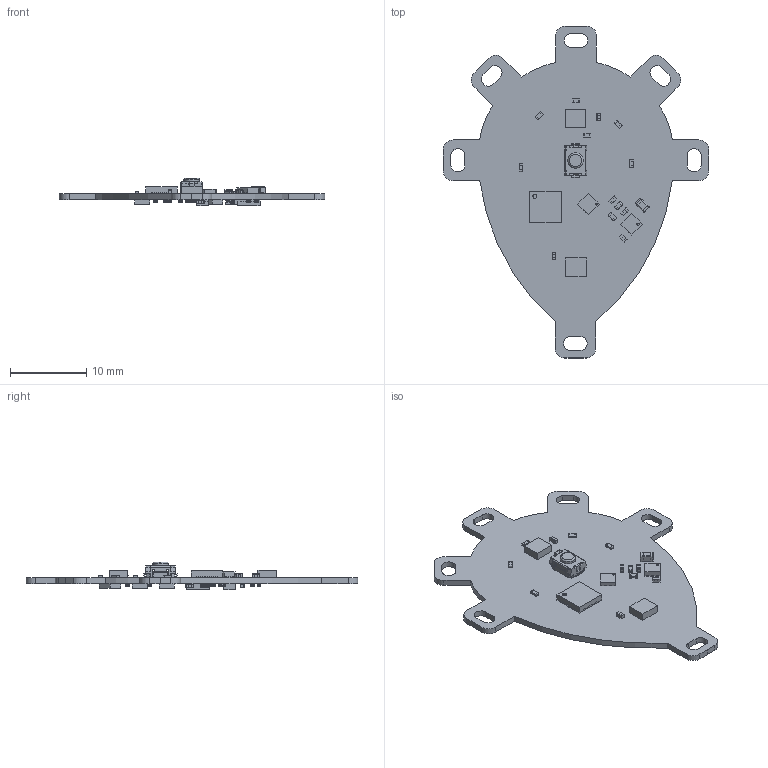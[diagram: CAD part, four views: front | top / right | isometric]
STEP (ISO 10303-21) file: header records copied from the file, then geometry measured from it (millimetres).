
FILE_DESCRIPTION(('Open CASCADE Model'),'2;1');
FILE_NAME('Open CASCADE Shape Model','2020-07-01T11:49:50',('Author'),( 'Open CASCADE'),'Open CASCADE STEP processor 6.8','Open CASCADE 6.8' ,'Unknown');
FILE_SCHEMA(('AUTOMOTIVE_DESIGN { 1 0 10303 214 1 1 1 1 }'));
Length unit declared in the file: millimetre
Products named in the file (72): PCB; Board; Open CASCADE STEP translator 6.8 1.1.1; L2; 6143045408; Extruded; R21; RES0402; R23; C8; CAPC0402_v2; R22; R20; R19; R10; U1; 6192197488; Open_CASCADE_STEP_translator_6.8_1.1; Body; Open_CASCADE_STEP_translator_6.8_1.2.1; Pin_Shape; Open_CASCADE_STEP_translator_6.8_1.3.1; Open_CASCADE_STEP_translator_6.8_1.3.2; R16; R15; R12; R11; C3; U3; User_Library-QFN6; R14; R13; L3; INDC-0603; Open CASCADE STEP translator 6.8 1.19.1.1; Open CASCADE STEP translator 6.8 1.19.1.2; C7; C5; C4; R18 ...
Assembly tree (130 placements, depth 5):
  PCB
    Board
      Open CASCADE STEP translator 6.8 1.1.1
    L2
      6143045408
        Extruded
    R21
      RES0402
    R23
      RES0402
    C8
      CAPC0402_v2
    R22
      RES0402
    R20
      RES0402
    R19
      RES0402
    R10
      RES0402
    U1
      6192197488
        Open_CASCADE_STEP_translator_6.8_1.1
        Body
          Open_CASCADE_STEP_translator_6.8_1.2.1
        Pin_Shape  x6
          Open_CASCADE_STEP_translator_6.8_1.3.1
          Open_CASCADE_STEP_translator_6.8_1.3.2
    R16
      RES0402
    R15
      RES0402
    R12
      RES0402
    R11
      RES0402
    C3
      CAPC0402_v2
    U3
      User_Library-QFN6
    R14
      RES0402
    R13
      RES0402
    L3
      INDC-0603
        Open CASCADE STEP translator 6.8 1.19.1.1
        Open CASCADE STEP translator 6.8 1.19.1.2
    C7
      CAPC0402_v2
    C5
      CAPC0402_v2
    C4
      CAPC0402_v2
    R18
      RES0402
    T1
      User_Library-UDFN6
    R5
      RES0402
Bounding box: 34.74 x 43.48 x 3.65 mm (x, y, z)
Volume: 698.1 mm3; surface area: 2173.9 mm2
Topology: 163 solids, 172 shells, 1936 faces, 4394 edges, 2790 vertices
Faces by surface type: plane 1331, cylinder 315, bspline 214, sphere 73, revolution 2, torus 1
Full cylindrical faces by diameter (mm): 0.194 x1, 0.519 x1, 0.6 x1, 0.8 x1, 2 x1, 2.05 x1, 2.5 x1
Entity records: 26477 total; most frequent: CARTESIAN_POINT 4330, DIRECTION 3651, ORIENTED_EDGE 3570, EDGE_CURVE 1788, LINE 1417, VECTOR 1417, VERTEX_POINT 1158, AXIS2_PLACEMENT_3D 1116
